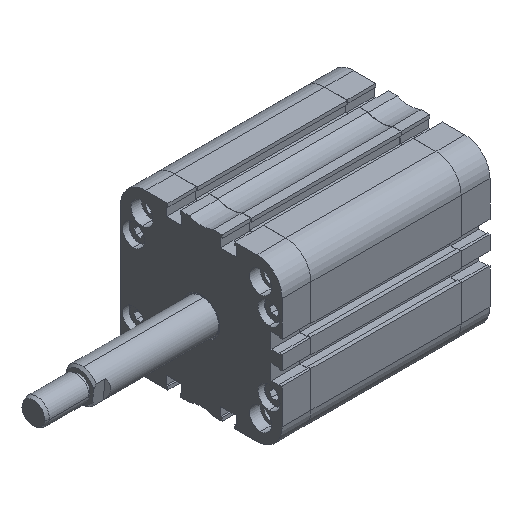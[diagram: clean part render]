
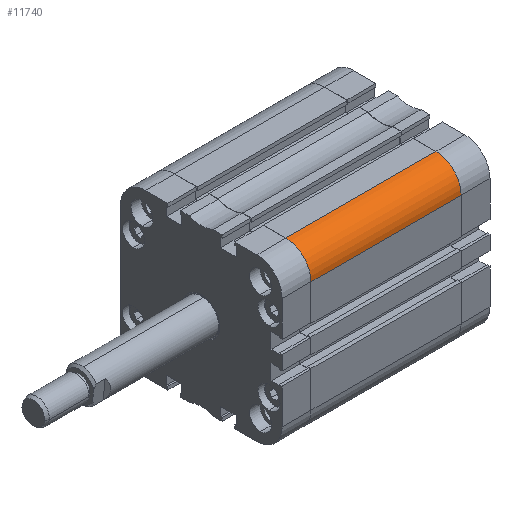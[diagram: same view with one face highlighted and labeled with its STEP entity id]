
A CAD part, isometric view. The second image highlights one B-rep face of the part: STEP entity #11740.
In plain terms, the highlighted cylindrical face has radius 12 mm (diameter 24 mm), a partial arc.
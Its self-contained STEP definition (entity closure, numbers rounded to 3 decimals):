
#884 = EDGE_CURVE ( 'NONE', #19848, #6160, #21721, .T. ) ;
#2985 = ORIENTED_EDGE ( 'NONE', *, *, #8850, .F. ) ;
#3269 = CARTESIAN_POINT ( 'NONE',  ( 71.5, -38.5, 26.5 ) ) ;
#3425 = DIRECTION ( 'NONE',  ( 1., 0., 0. ) ) ;
#3668 = CIRCLE ( 'NONE', #7749, 12. ) ;
#4138 = CIRCLE ( 'NONE', #17093, 12. ) ;
#5099 = DIRECTION ( 'NONE',  ( 0., 0., -1. ) ) ;
#5163 = EDGE_CURVE ( 'NONE', #19890, #19848, #3668, .T. ) ;
#5231 = DIRECTION ( 'NONE',  ( -1., 0., 0. ) ) ;
#6160 = VERTEX_POINT ( 'NONE', #8337 ) ;
#6305 = VECTOR ( 'NONE', #14763, 1000. ) ;
#6731 = CARTESIAN_POINT ( 'NONE',  ( 0., -26.5, 26.5 ) ) ;
#7702 = CARTESIAN_POINT ( 'NONE',  ( 0., -26.5, 38.5 ) ) ;
#7749 = AXIS2_PLACEMENT_3D ( 'NONE', #6731, #13810, #5099 ) ;
#8337 = CARTESIAN_POINT ( 'NONE',  ( 71.5, -26.5, 38.5 ) ) ;
#8478 = LINE ( 'NONE', #3269, #16372 ) ;
#8850 = EDGE_CURVE ( 'NONE', #6160, #16767, #4138, .T. ) ;
#8863 = FACE_OUTER_BOUND ( 'NONE', #17624, .T. ) ;
#9300 = EDGE_CURVE ( 'NONE', #16767, #19890, #8478, .T. ) ;
#10261 = ORIENTED_EDGE ( 'NONE', *, *, #884, .F. ) ;
#10595 = CYLINDRICAL_SURFACE ( 'NONE', #13813, 12. ) ;
#11636 = CARTESIAN_POINT ( 'NONE',  ( 71.5, -26.5, 38.5 ) ) ;
#11740 = ADVANCED_FACE ( 'NONE', ( #8863 ), #10595, .T. ) ;
#12121 = DIRECTION ( 'NONE',  ( 0., 0., -1. ) ) ;
#13810 = DIRECTION ( 'NONE',  ( -1., 0., 0. ) ) ;
#13813 = AXIS2_PLACEMENT_3D ( 'NONE', #16062, #19759, #17669 ) ;
#13972 = CARTESIAN_POINT ( 'NONE',  ( 71.5, -26.5, 26.5 ) ) ;
#14660 = CARTESIAN_POINT ( 'NONE',  ( 0., -38.5, 26.5 ) ) ;
#14763 = DIRECTION ( 'NONE',  ( 1., 0., 0. ) ) ;
#16062 = CARTESIAN_POINT ( 'NONE',  ( 71.5, -26.5, 26.5 ) ) ;
#16372 = VECTOR ( 'NONE', #5231, 1000. ) ;
#16626 = ORIENTED_EDGE ( 'NONE', *, *, #9300, .F. ) ;
#16767 = VERTEX_POINT ( 'NONE', #21285 ) ;
#17093 = AXIS2_PLACEMENT_3D ( 'NONE', #13972, #3425, #12121 ) ;
#17624 = EDGE_LOOP ( 'NONE', ( #2985, #10261, #21014, #16626 ) ) ;
#17669 = DIRECTION ( 'NONE',  ( 0., 0., 1. ) ) ;
#19759 = DIRECTION ( 'NONE',  ( -1., 0., 0. ) ) ;
#19848 = VERTEX_POINT ( 'NONE', #7702 ) ;
#19890 = VERTEX_POINT ( 'NONE', #14660 ) ;
#21014 = ORIENTED_EDGE ( 'NONE', *, *, #5163, .F. ) ;
#21285 = CARTESIAN_POINT ( 'NONE',  ( 71.5, -38.5, 26.5 ) ) ;
#21721 = LINE ( 'NONE', #11636, #6305 ) ;
